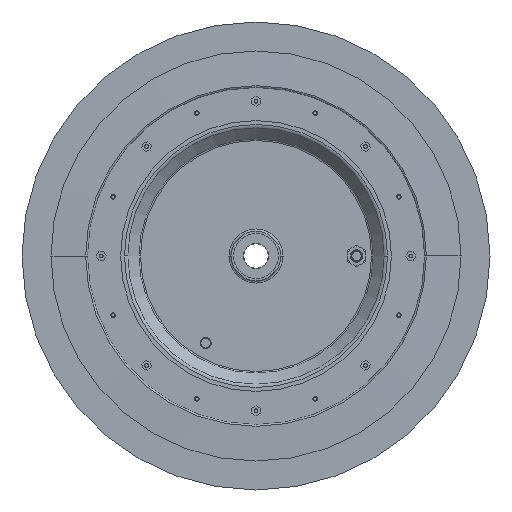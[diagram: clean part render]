
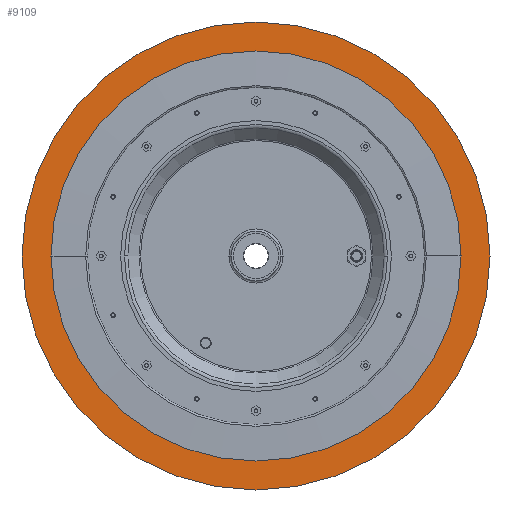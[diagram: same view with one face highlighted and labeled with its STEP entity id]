
A CAD part, left-side view. The second image highlights one B-rep face of the part: STEP entity #9109.
In plain terms, the highlighted planar face has unit normal (-1, 0, 0).
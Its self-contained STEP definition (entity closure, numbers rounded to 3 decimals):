
#571=CARTESIAN_POINT('',(-24.,0.,0.));
#572=DIRECTION('',(-1.,0.,0.));
#573=DIRECTION('',(0.,-1.,0.));
#574=AXIS2_PLACEMENT_3D('',#571,#572,#573);
#576=CARTESIAN_POINT('',(-24.,0.,0.));
#577=DIRECTION('',(-1.,0.,0.));
#578=DIRECTION('',(0.,1.,0.));
#579=AXIS2_PLACEMENT_3D('',#576,#577,#578);
#581=CARTESIAN_POINT('',(-24.,0.,0.));
#582=DIRECTION('',(-1.,0.,0.));
#583=DIRECTION('',(0.,1.,0.));
#584=AXIS2_PLACEMENT_3D('',#581,#582,#583);
#586=CARTESIAN_POINT('',(-24.,0.,0.));
#587=DIRECTION('',(-1.,0.,0.));
#588=DIRECTION('',(0.,-1.,0.));
#589=AXIS2_PLACEMENT_3D('',#586,#587,#588);
#7719=CARTESIAN_POINT('',(-24.,-302.5,0.));
#7720=CARTESIAN_POINT('',(-24.,302.5,0.));
#7721=VERTEX_POINT('',#7719);
#7722=VERTEX_POINT('',#7720);
#8019=CARTESIAN_POINT('',(-24.,265.002,
0.));
#8020=CARTESIAN_POINT('',(-24.,-265.002,
0.));
#8021=VERTEX_POINT('',#8019);
#8022=VERTEX_POINT('',#8020);
#9094=CARTESIAN_POINT('',(-24.,0.,0.));
#9095=DIRECTION('',(-1.,0.,0.));
#9096=DIRECTION('',(0.,-1.,0.));
#9097=AXIS2_PLACEMENT_3D('',#9094,#9095,#9096);
#9098=PLANE('',#9097);
#9099=ORIENTED_EDGE('',*,*,#9074,.F.);
#9100=ORIENTED_EDGE('',*,*,#9088,.F.);
#9101=EDGE_LOOP('',(#9099,#9100));
#9102=FACE_OUTER_BOUND('',#9101,.F.);
#9104=ORIENTED_EDGE('',*,*,#9103,.T.);
#9106=ORIENTED_EDGE('',*,*,#9105,.T.);
#9107=EDGE_LOOP('',(#9104,#9106));
#9108=FACE_BOUND('',#9107,.F.);
#9109=ADVANCED_FACE('',(#9102,#9108),#9098,.T.);
#575=CIRCLE('',#574,302.5);
#580=CIRCLE('',#579,302.5);
#585=CIRCLE('',#584,265.002);
#590=CIRCLE('',#589,265.002);
#9074=EDGE_CURVE('',#7721,#7722,#575,.T.);
#9088=EDGE_CURVE('',#7722,#7721,#580,.T.);
#9103=EDGE_CURVE('',#8021,#8022,#585,.T.);
#9105=EDGE_CURVE('',#8022,#8021,#590,.T.);
